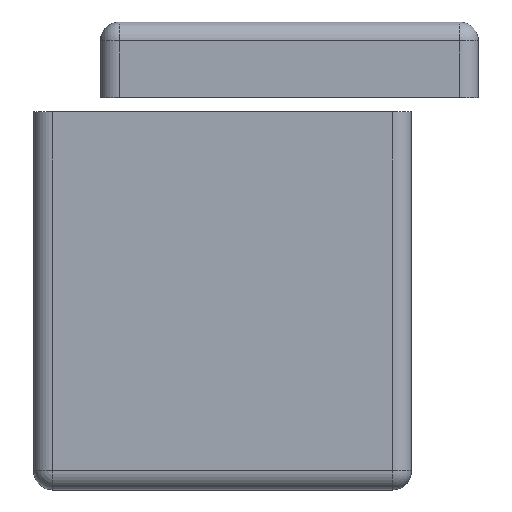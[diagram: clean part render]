
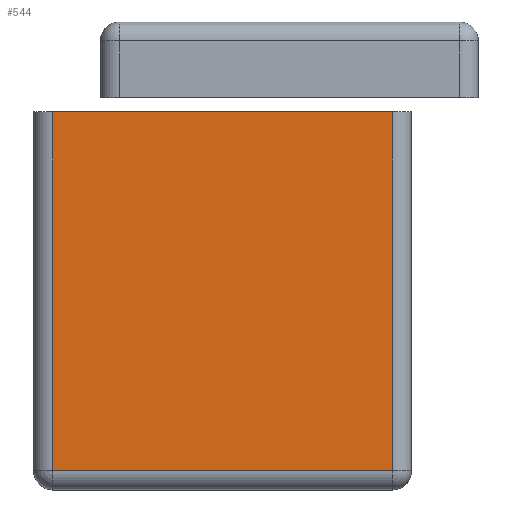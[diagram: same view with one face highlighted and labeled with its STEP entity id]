
A CAD part, top view. The second image highlights one B-rep face of the part: STEP entity #544.
In plain terms, the highlighted planar face has unit normal (0, 0, 1).
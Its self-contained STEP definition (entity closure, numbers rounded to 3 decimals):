
#24 = DIRECTION ( 'NONE',  ( 0., -1., 0. ) ) ;
#36 = ORIENTED_EDGE ( 'NONE', *, *, #1132, .T. ) ;
#71 = CARTESIAN_POINT ( 'NONE',  ( 95., 100., 0. ) ) ;
#89 = ORIENTED_EDGE ( 'NONE', *, *, #140, .T. ) ;
#123 = AXIS2_PLACEMENT_3D ( 'NONE', #469, #692, #1309 ) ;
#140 = EDGE_CURVE ( 'NONE', #852, #1135, #1476, .T. ) ;
#210 = EDGE_CURVE ( 'NONE', #1370, #852, #291, .T. ) ;
#216 = LINE ( 'NONE', #71, #277 ) ;
#276 = CARTESIAN_POINT ( 'NONE',  ( 95., 5., 0. ) ) ;
#277 = VECTOR ( 'NONE', #1027, 1000. ) ;
#291 = LINE ( 'NONE', #1373, #1160 ) ;
#469 = CARTESIAN_POINT ( 'NONE',  ( 0., 0., 0. ) ) ;
#473 = VERTEX_POINT ( 'NONE', #276 ) ;
#544 = ADVANCED_FACE ( 'NONE', ( #1544 ), #681, .F. ) ;
#589 = CARTESIAN_POINT ( 'NONE',  ( 5., 5., 0. ) ) ;
#594 = CARTESIAN_POINT ( 'NONE',  ( 5., 100., 0. ) ) ;
#608 = CARTESIAN_POINT ( 'NONE',  ( 5., 0., 0. ) ) ;
#633 = VECTOR ( 'NONE', #24, 1000. ) ;
#681 = PLANE ( 'NONE',  #123 ) ;
#692 = DIRECTION ( 'NONE',  ( 0., 0., -1. ) ) ;
#790 = VECTOR ( 'NONE', #1407, 1000. ) ;
#796 = EDGE_CURVE ( 'NONE', #473, #1370, #216, .T. ) ;
#831 = LINE ( 'NONE', #1557, #790 ) ;
#850 = ORIENTED_EDGE ( 'NONE', *, *, #210, .T. ) ;
#852 = VERTEX_POINT ( 'NONE', #594 ) ;
#984 = ORIENTED_EDGE ( 'NONE', *, *, #796, .T. ) ;
#1010 = DIRECTION ( 'NONE',  ( -1., 0., 0. ) ) ;
#1027 = DIRECTION ( 'NONE',  ( 0., 1., 0. ) ) ;
#1132 = EDGE_CURVE ( 'NONE', #1135, #473, #831, .T. ) ;
#1135 = VERTEX_POINT ( 'NONE', #589 ) ;
#1160 = VECTOR ( 'NONE', #1010, 1000. ) ;
#1309 = DIRECTION ( 'NONE',  ( -1., 0., 0. ) ) ;
#1329 = CARTESIAN_POINT ( 'NONE',  ( 95., 100., 0. ) ) ;
#1365 = EDGE_LOOP ( 'NONE', ( #850, #89, #36, #984 ) ) ;
#1370 = VERTEX_POINT ( 'NONE', #1329 ) ;
#1373 = CARTESIAN_POINT ( 'NONE',  ( 0., 100., 0. ) ) ;
#1407 = DIRECTION ( 'NONE',  ( 1., 0., 0. ) ) ;
#1476 = LINE ( 'NONE', #608, #633 ) ;
#1544 = FACE_OUTER_BOUND ( 'NONE', #1365, .T. ) ;
#1557 = CARTESIAN_POINT ( 'NONE',  ( 100., 5., 0. ) ) ;
